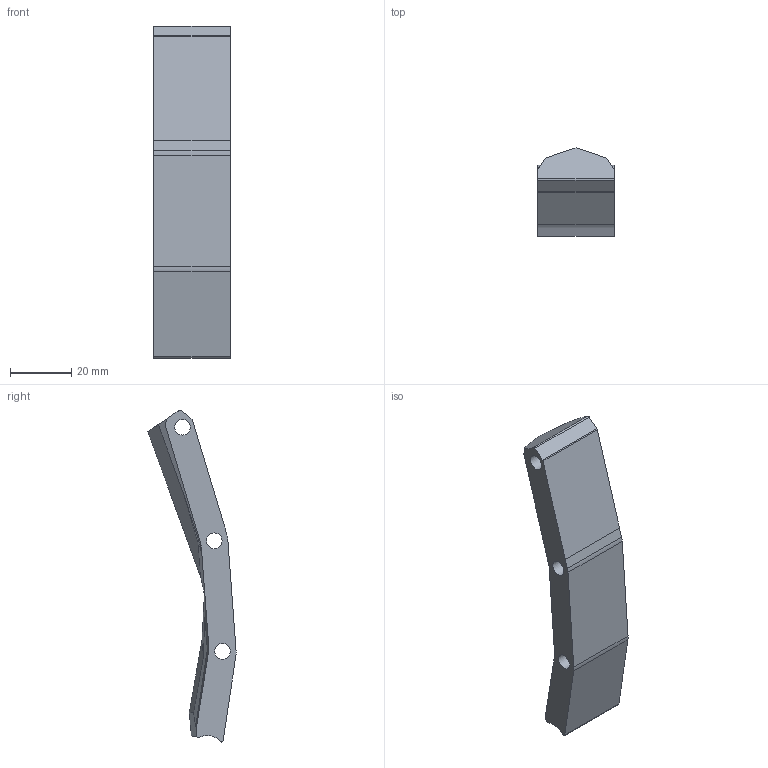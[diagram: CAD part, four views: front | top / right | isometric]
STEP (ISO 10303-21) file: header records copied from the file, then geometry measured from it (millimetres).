
FILE_DESCRIPTION(/* description */ (''),/* implementation_level */ '2;1');
FILE_NAME(/* name */ 'KauriCanopy.stp',/* time_stamp */ '2022-04-26T12:37:28-06:00',/* author */ ('Steven'),/* organization */ (''),/* preprocessor_version */ 'ST-DEVELOPER v18',/* originating_system */ 'Autodesk Inventor 2020',/* authorisation */ '');
FILE_SCHEMA (('AUTOMOTIVE_DESIGN { 1 0 10303 214 3 1 1 }'));
Length unit declared in the file: millimetre
Products named in the file (1): KauriCanopy
Bounding box: 25 x 28.76 x 108.17 mm (x, y, z)
Volume: 26661.3 mm3; surface area: 9050 mm2
Topology: 1 solids, 1 shells, 62 faces, 170 edges, 110 vertices
Faces by surface type: plane 35, cylinder 15, bspline 12
Full cylindrical faces by diameter (mm): 5.1 x3
Entity records: 2176 total; most frequent: CARTESIAN_POINT 558, ORIENTED_EDGE 340, DIRECTION 302, EDGE_CURVE 170, LINE 122, VECTOR 122, VERTEX_POINT 110, AXIS2_PLACEMENT_3D 90
